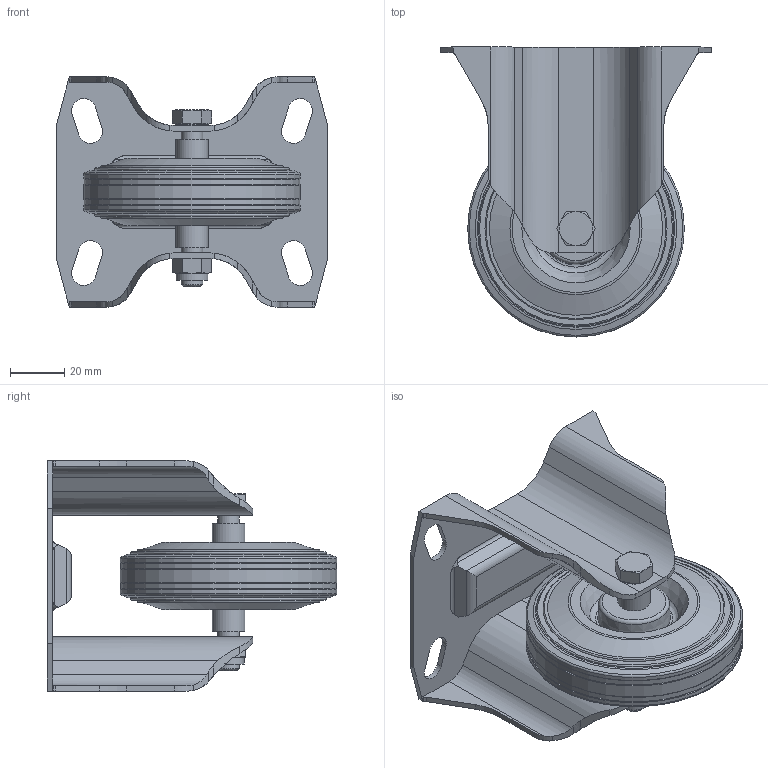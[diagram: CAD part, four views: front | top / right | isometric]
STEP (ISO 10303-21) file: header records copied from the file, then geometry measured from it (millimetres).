
FILE_DESCRIPTION(/* description */ ('RUOTA D.80 FISSA C/P'),/* implementation_level */ '2;1');
FILE_NAME(/* name */ 'CRUST0000020.stp',/* time_stamp */ '2025-02-11T09:51:42+01:00',/* author */ ('tecnico5'),/* organization */ ('CADENAS'),/* preprocessor_version */ 'ST-DEVELOPER v20',/* originating_system */ 'Autodesk Inventor 2022',/* authorisation */ ' ');
FILE_SCHEMA (('AUTOMOTIVE_DESIGN { 1 0 10303 214 3 1 1 }'));
Length unit declared in the file: millimetre
Products named in the file (4): CRUST0000020; 440000025823; 440000025822; 440000025821
Assembly tree (3 placements, depth 2):
  CRUST0000020
    440000025823
    440000025822
    440000025821
Bounding box: 100 x 107 x 85 mm (x, y, z)
Volume: 138781.4 mm3; surface area: 57908.3 mm2
Topology: 3 solids, 3 shells, 242 faces, 588 edges, 371 vertices
Faces by surface type: plane 101, cylinder 78, cone 37, torus 22, bspline 4
Full cylindrical faces by diameter (mm): 8 x3, 9 x2, 11.63 x2, 12 x2, 79.5 x2, 80 x3
Entity records: 7462 total; most frequent: CARTESIAN_POINT 1540, DIRECTION 1247, ORIENTED_EDGE 1176, EDGE_CURVE 588, AXIS2_PLACEMENT_3D 490, VERTEX_POINT 371, EDGE_LOOP 275, LINE 267
